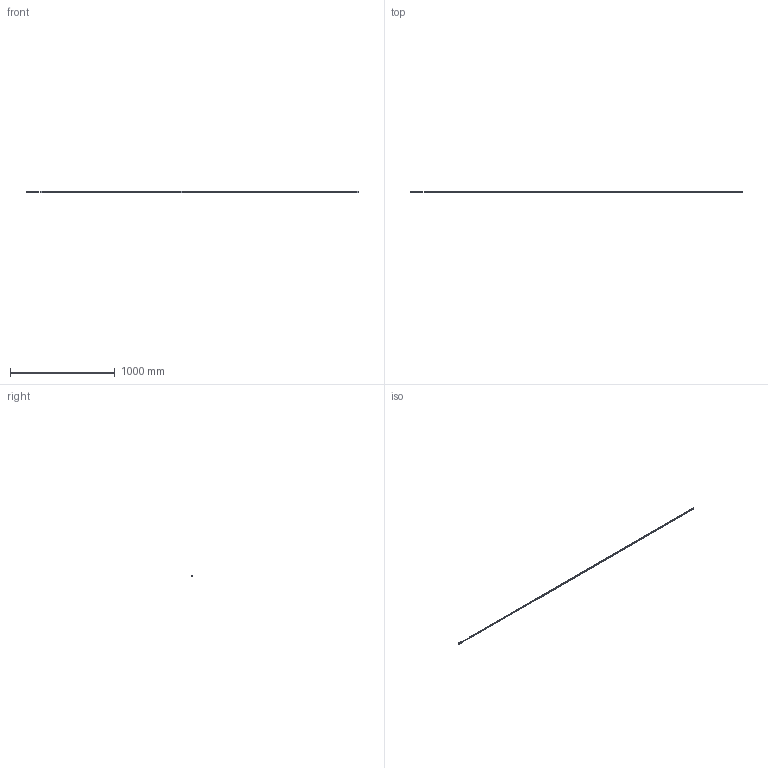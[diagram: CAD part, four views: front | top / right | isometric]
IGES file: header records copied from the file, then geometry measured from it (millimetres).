
Start section:  PTC IGES file: 240823_sm01.igs
Global section: file name: 240823_sm01.igs; native system: Creo Parametric by PTC Inc.; preprocessor: 2022414; author: banengservice; organization: Unknown; date: 20240205.153531; units: millimetre
Bounding box: 3169 x 14.5 x 14.5 mm (x, y, z)
Surface area: 183063.4 mm2 (no closed solid volume)
Topology: 0 solids, 0 shells, 2137 faces, 9826 edges, 9818 vertices
Faces by surface type: bspline 1506, revolution 631
